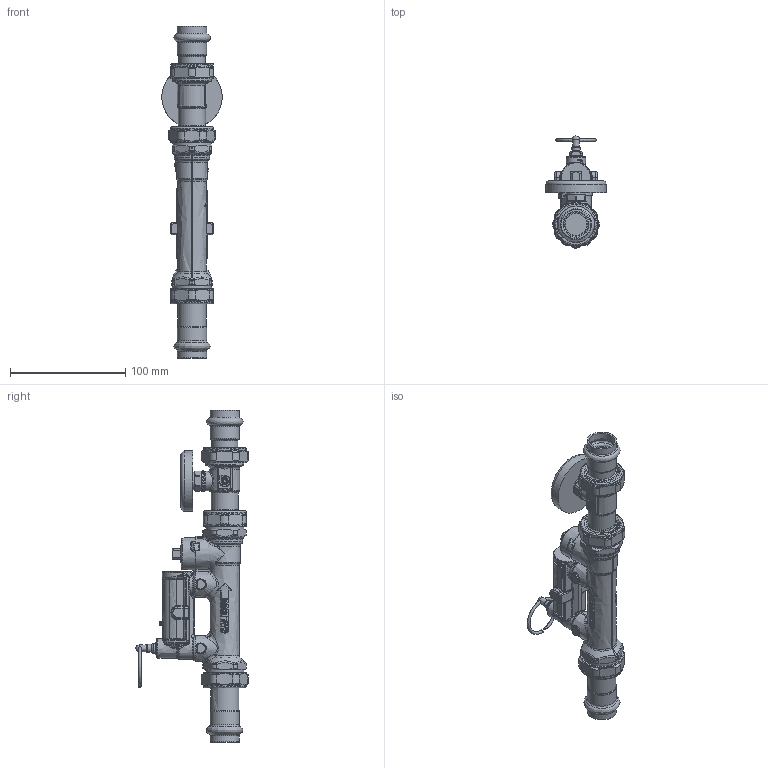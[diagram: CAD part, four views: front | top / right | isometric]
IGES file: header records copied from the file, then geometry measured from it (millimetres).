
Global section: file name: 132557AFC; native system: Autodesk Inventor 2025; preprocessor: unknown; author: ischreiner; date: 20250715.131253; units: centimetre
Bounding box: 52.25 x 97.4 x 287.68 mm (x, y, z)
Volume: 250311.3 mm3; surface area: 78365.5 mm2
Topology: 12 solids, 14 shells, 2492 faces, 5917 edges, 3334 vertices
Faces by surface type: bspline 2492
